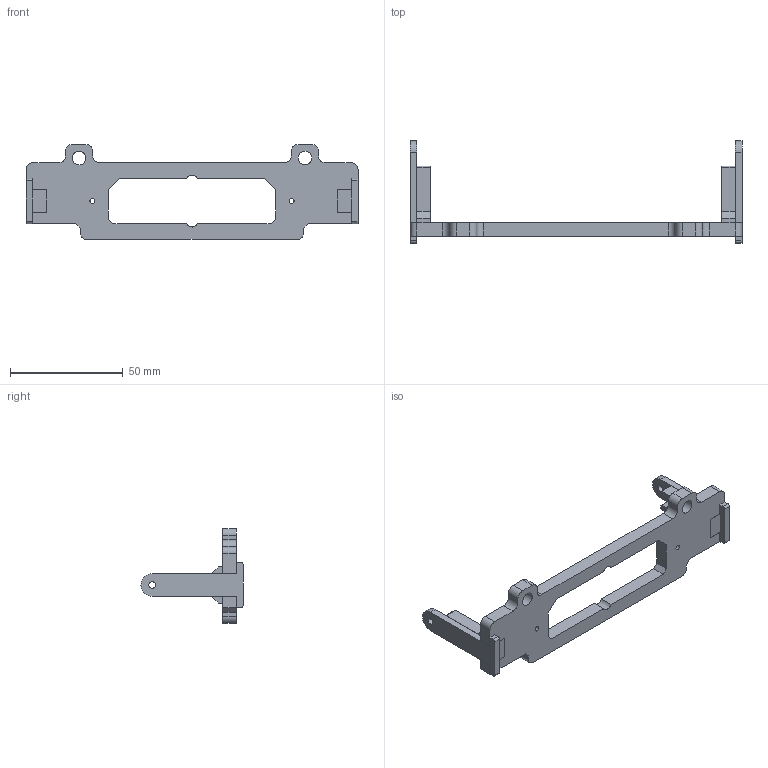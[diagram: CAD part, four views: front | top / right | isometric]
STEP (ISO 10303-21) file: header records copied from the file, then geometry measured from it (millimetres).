
FILE_DESCRIPTION(/* description */ (''),/* implementation_level */ '2;1');
FILE_NAME(/* name */ 'Camera Mount Assembly.stp',/* time_stamp */ '2015-09-22T15:34:16-07:00',/* author */ ('Evil Brian'),/* organization */ (''),/* preprocessor_version */ 'ST-DEVELOPER v16.1',/* originating_system */ 'Autodesk Inventor 2016',/* authorisation */ '');
FILE_SCHEMA (('AUTOMOTIVE_DESIGN { 1 0 10303 214 3 1 1 }'));
Products named in the file (4): Face Plate; Arm 3mm; Arm 6mm; Camera Mount
Assembly tree (5 placements, depth 2):
  Camera Mount
    Face Plate
    Arm 3mm  x2
    Arm 6mm  x2
Bounding box: 147 x 45.25 x 42 mm (x, y, z)
Volume: 25133.6 mm3; surface area: 15262.9 mm2
Topology: 5 solids, 5 shells, 126 faces, 350 edges, 234 vertices
Faces by surface type: plane 90, cylinder 36
Full cylindrical faces by diameter (mm): 2.25 x2, 3 x2, 6 x2
Entity records: 3026 total; most frequent: CARTESIAN_POINT 520, DIRECTION 504, ORIENTED_EDGE 500, EDGE_CURVE 250, LINE 196, VECTOR 196, VERTEX_POINT 170, AXIS2_PLACEMENT_3D 154
